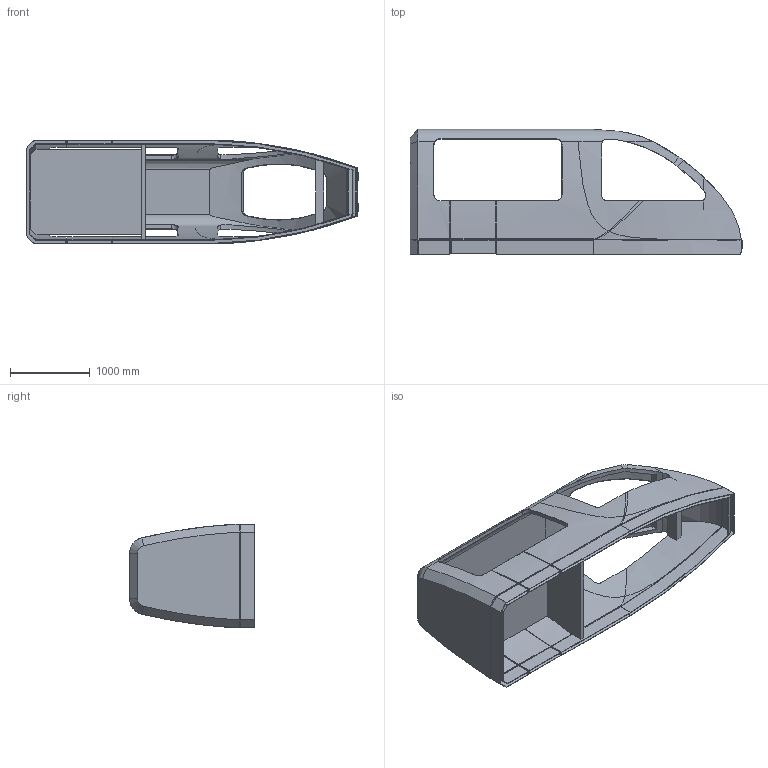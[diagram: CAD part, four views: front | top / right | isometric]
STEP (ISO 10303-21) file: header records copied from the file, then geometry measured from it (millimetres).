
FILE_DESCRIPTION (( 'STEP AP214' ), '1' );
FILE_NAME ('ME004353_Lok_20220104.STEP', '2022-01-04T12:02:24', ( '' ), ( '' ), 'SwSTEP 2.0', 'SolidWorks 2017', '' );
FILE_SCHEMA (( 'AUTOMOTIVE_DESIGN' ));
Length unit declared in the file: millimetre
Products named in the file (1): ME004353_Lok_20220104
Bounding box: 4152 x 1562.5 x 1300 mm (x, y, z)
Volume: 594149876.3 mm3; surface area: 36156495.1 mm2
Topology: 11 solids, 11 shells, 445 faces, 1116 edges, 677 vertices
Faces by surface type: plane 162, cylinder 147, bspline 57, torus 44, sphere 19, cone 16
Entity records: 22247 total; most frequent: CARTESIAN_POINT 10355, ORIENTED_EDGE 2200, DIRECTION 1969, EDGE_CURVE 1100, AXIS2_PLACEMENT_3D 729, VERTEX_POINT 677, VECTOR 511, LINE 511
